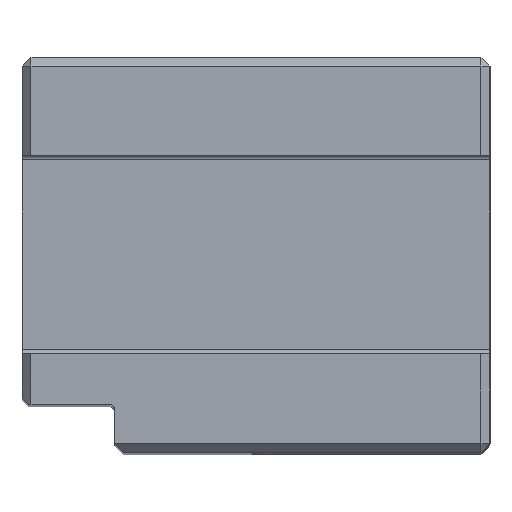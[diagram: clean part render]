
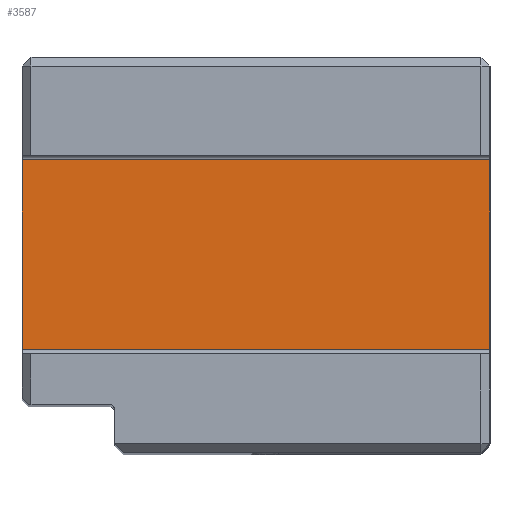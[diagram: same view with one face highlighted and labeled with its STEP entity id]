
A CAD part, top view. The second image highlights one B-rep face of the part: STEP entity #3587.
In plain terms, the highlighted planar face has unit normal (0, 0, 1).
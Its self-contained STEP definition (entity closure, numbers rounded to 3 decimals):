
#117 = CARTESIAN_POINT ( 'NONE',  ( -52., 11.492, 73. ) ) ;
#155 = LINE ( 'NONE', #2286, #900 ) ;
#227 = FACE_OUTER_BOUND ( 'NONE', #1065, .T. ) ;
#244 = VECTOR ( 'NONE', #1164, 1000. ) ;
#788 = DIRECTION ( 'NONE',  ( 1., 0., 0. ) ) ;
#900 = VECTOR ( 'NONE', #1652, 1000. ) ;
#954 = CARTESIAN_POINT ( 'NONE',  ( 0., 32.522, 73. ) ) ;
#1035 = DIRECTION ( 'NONE',  ( 0., 1., 0. ) ) ;
#1065 = EDGE_LOOP ( 'NONE', ( #1902, #2055, #2429, #1129 ) ) ;
#1107 = VERTEX_POINT ( 'NONE', #117 ) ;
#1129 = ORIENTED_EDGE ( 'NONE', *, *, #1544, .T. ) ;
#1136 = CARTESIAN_POINT ( 'NONE',  ( -52., 32.522, 73. ) ) ;
#1164 = DIRECTION ( 'NONE',  ( 0., 1., 0. ) ) ;
#1517 = EDGE_CURVE ( 'NONE', #1107, #2381, #3237, .T. ) ;
#1544 = EDGE_CURVE ( 'NONE', #1107, #1719, #155, .T. ) ;
#1652 = DIRECTION ( 'NONE',  ( 1., 0., 0. ) ) ;
#1719 = VERTEX_POINT ( 'NONE', #2083 ) ;
#1789 = LINE ( 'NONE', #3969, #3773 ) ;
#1902 = ORIENTED_EDGE ( 'NONE', *, *, #2045, .T. ) ;
#1948 = AXIS2_PLACEMENT_3D ( 'NONE', #1136, #3396, #3028 ) ;
#2045 = EDGE_CURVE ( 'NONE', #1719, #2556, #2547, .T. ) ;
#2055 = ORIENTED_EDGE ( 'NONE', *, *, #2103, .F. ) ;
#2083 = CARTESIAN_POINT ( 'NONE',  ( 0., 11.492, 73. ) ) ;
#2103 = EDGE_CURVE ( 'NONE', #2381, #2556, #1789, .T. ) ;
#2137 = PLANE ( 'NONE',  #1948 ) ;
#2286 = CARTESIAN_POINT ( 'NONE',  ( -52., 11.492, 73. ) ) ;
#2381 = VERTEX_POINT ( 'NONE', #2421 ) ;
#2421 = CARTESIAN_POINT ( 'NONE',  ( -52., 32.522, 73. ) ) ;
#2429 = ORIENTED_EDGE ( 'NONE', *, *, #1517, .F. ) ;
#2547 = LINE ( 'NONE', #3816, #244 ) ;
#2556 = VERTEX_POINT ( 'NONE', #954 ) ;
#2737 = VECTOR ( 'NONE', #1035, 1000. ) ;
#3028 = DIRECTION ( 'NONE',  ( -1., 0., 0. ) ) ;
#3237 = LINE ( 'NONE', #3283, #2737 ) ;
#3283 = CARTESIAN_POINT ( 'NONE',  ( -52., 32.522, 73. ) ) ;
#3396 = DIRECTION ( 'NONE',  ( 0., 0., -1. ) ) ;
#3587 = ADVANCED_FACE ( 'NONE', ( #227 ), #2137, .F. ) ;
#3773 = VECTOR ( 'NONE', #788, 1000. ) ;
#3816 = CARTESIAN_POINT ( 'NONE',  ( 0., 32.522, 73. ) ) ;
#3969 = CARTESIAN_POINT ( 'NONE',  ( -52., 32.522, 73. ) ) ;
